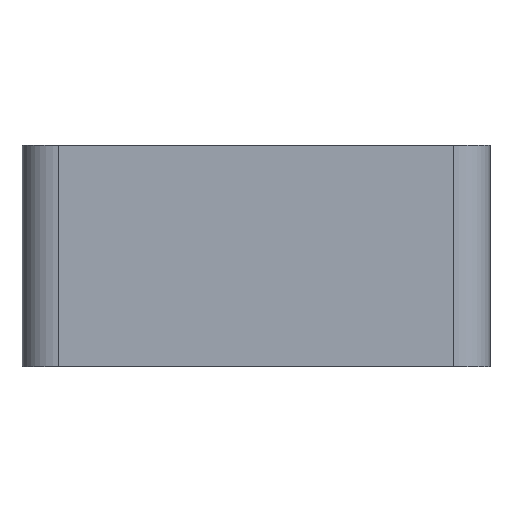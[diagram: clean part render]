
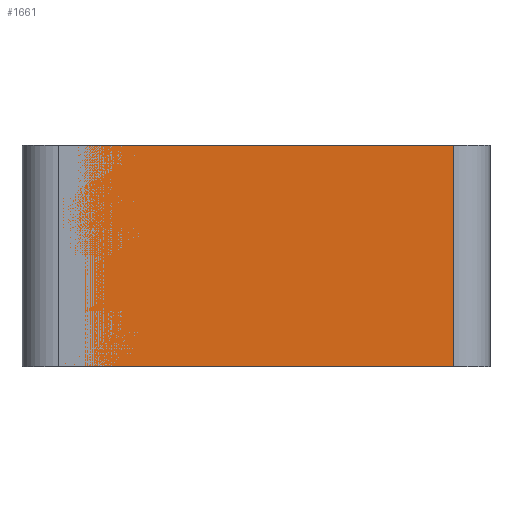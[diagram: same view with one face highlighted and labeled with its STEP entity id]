
A CAD part, front view. The second image highlights one B-rep face of the part: STEP entity #1661.
In plain terms, the highlighted planar face has unit normal (0, -1, 0).
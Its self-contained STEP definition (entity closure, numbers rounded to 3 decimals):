
#1661 = ADVANCED_FACE( '', ( #3391 ), #3392, .F. );
#3391 = FACE_OUTER_BOUND( '', #6066, .T. );
#3392 = PLANE( '', #6067 );
#6066 = EDGE_LOOP( '', ( #11469, #11470, #11471, #11472 ) );
#6067 = AXIS2_PLACEMENT_3D( '', #11473, #11474, #11475 );
#11469 = ORIENTED_EDGE( '', *, *, #13955, .T. );
#11470 = ORIENTED_EDGE( '', *, *, #13641, .F. );
#11471 = ORIENTED_EDGE( '', *, *, #13962, .F. );
#11472 = ORIENTED_EDGE( '', *, *, #13495, .T. );
#11473 = CARTESIAN_POINT( '', ( -1.6, -1.9, 1.8 ) );
#11474 = DIRECTION( '', ( 0., 1., 0. ) );
#11475 = DIRECTION( '', ( 0., 0., 1. ) );
#13495 = EDGE_CURVE( '', #16263, #16261, #16264, .T. );
#13641 = EDGE_CURVE( '', #16460, #16455, #16462, .T. );
#13955 = EDGE_CURVE( '', #16261, #16455, #16836, .T. );
#13962 = EDGE_CURVE( '', #16263, #16460, #16844, .T. );
#16261 = VERTEX_POINT( '', #21162 );
#16263 = VERTEX_POINT( '', #21164 );
#16264 = LINE( '', #21165, #21166 );
#16455 = VERTEX_POINT( '', #21613 );
#16460 = VERTEX_POINT( '', #21619 );
#16462 = LINE( '', #21621, #21622 );
#16836 = LINE( '', #22277, #22278 );
#16844 = LINE( '', #22289, #22290 );
#21162 = CARTESIAN_POINT( '', ( -1.6, -1.9, 0. ) );
#21164 = CARTESIAN_POINT( '', ( -1.6, -1.9, 1.8 ) );
#21165 = CARTESIAN_POINT( '', ( -1.6, -1.9, 1.8 ) );
#21166 = VECTOR( '', #23425, 1000. );
#21613 = CARTESIAN_POINT( '', ( 1.6, -1.9, 0. ) );
#21619 = CARTESIAN_POINT( '', ( 1.6, -1.9, 1.8 ) );
#21621 = CARTESIAN_POINT( '', ( 1.6, -1.9, 1.8 ) );
#21622 = VECTOR( '', #23523, 1000. );
#22277 = CARTESIAN_POINT( '', ( -1.6, -1.9, 0. ) );
#22278 = VECTOR( '', #23729, 1000. );
#22289 = CARTESIAN_POINT( '', ( -1.6, -1.9, 1.8 ) );
#22290 = VECTOR( '', #23736, 1000. );
#23425 = DIRECTION( '', ( 0., 0., -1. ) );
#23523 = DIRECTION( '', ( 0., 0., -1. ) );
#23729 = DIRECTION( '', ( 1., 0., 0. ) );
#23736 = DIRECTION( '', ( 1., 0., 0. ) );
